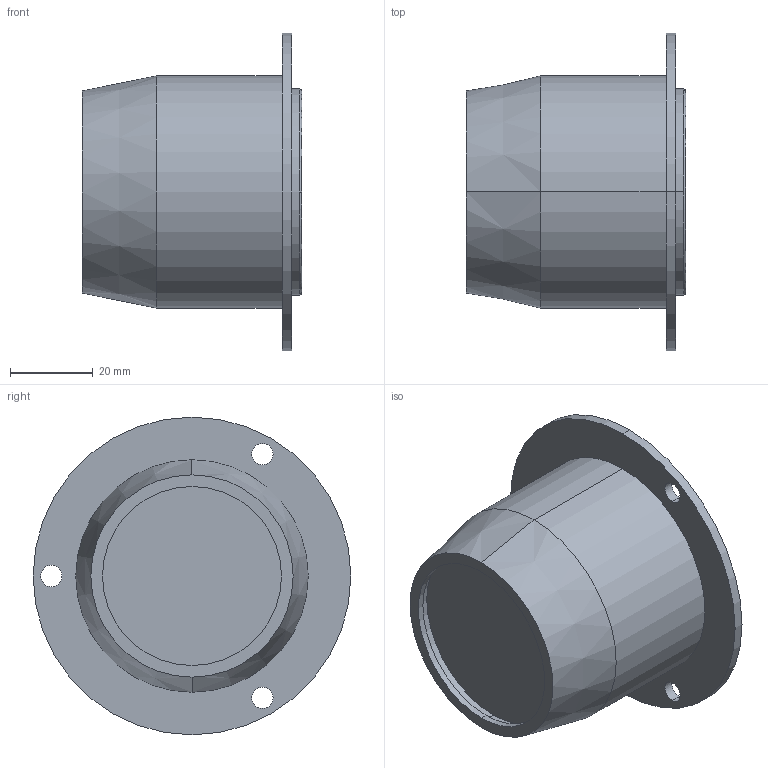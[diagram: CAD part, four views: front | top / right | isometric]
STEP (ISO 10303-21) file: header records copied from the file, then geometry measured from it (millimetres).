
FILE_DESCRIPTION (( 'STEP AP214' ), '1' );
FILE_NAME ('CATSTD-02776-000-M01.STEP', '2020-02-19T20:13:43', ( '' ), ( '' ), 'SwSTEP 2.0', 'SolidWorks 2017', '' );
FILE_SCHEMA (( 'AUTOMOTIVE_DESIGN' ));
Length unit declared in the file: millimetre
Products named in the file (1): CATSTD-02776-000-M01
Bounding box: 53.19 x 77.01 x 77.01 mm (x, y, z)
Volume: 118288.9 mm3; surface area: 32353.4 mm2
Topology: 1 solids, 1 shells, 144 faces, 359 edges, 236 vertices
Faces by surface type: plane 88, cylinder 48, cone 6, bspline 2
Entity records: 4389 total; most frequent: CARTESIAN_POINT 776, DIRECTION 759, ORIENTED_EDGE 718, EDGE_CURVE 359, AXIS2_PLACEMENT_3D 259, LINE 241, VECTOR 241, VERTEX_POINT 236
